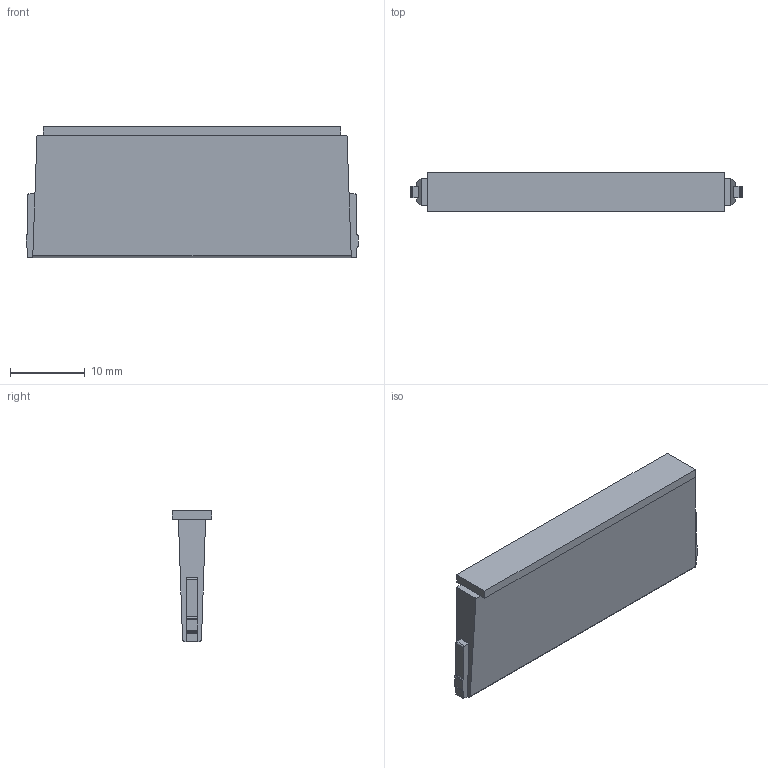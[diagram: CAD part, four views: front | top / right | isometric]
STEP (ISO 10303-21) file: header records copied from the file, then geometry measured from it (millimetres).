
FILE_DESCRIPTION(('CATIA V5R24 STEP','CAx-IF Rec.Pracs.--- Model Styling and Organization---1.2---2011-12-15'),'2;1');
FILE_NAME ('D1463377_0_2584320000_2584320000.stp','2018-10-05T06:42:57+00:00',('none'),('Weidmueller'),'CATIA Version 5-6 Release 2014 SP4 HF52','CATIA V5 STEP AP214','none');
FILE_SCHEMA(('AUTOMOTIVE_DESIGN { 1 0 10303 214 1 1 1 1 }'));
Length unit declared in the file: millimetre
Products named in the file (1): 67122_CABTITE_GI_I_BK
Bounding box: 44.32 x 5.32 x 17.5 mm (x, y, z)
Volume: 2371.8 mm3; surface area: 1992.5 mm2
Topology: 1 solids, 1 shells, 42 faces, 116 edges, 76 vertices
Faces by surface type: plane 30, cylinder 12
Entity records: 1480 total; most frequent: CARTESIAN_POINT 365, ORIENTED_EDGE 232, DIRECTION 186, EDGE_CURVE 116, VECTOR 92, LINE 92, VERTEX_POINT 76, AXIS2_PLACEMENT_3D 53
